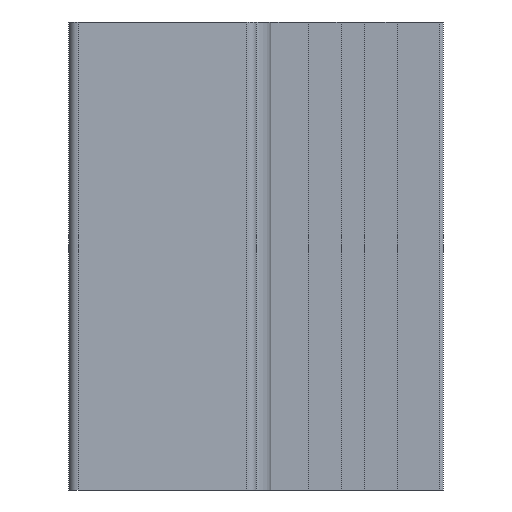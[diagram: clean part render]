
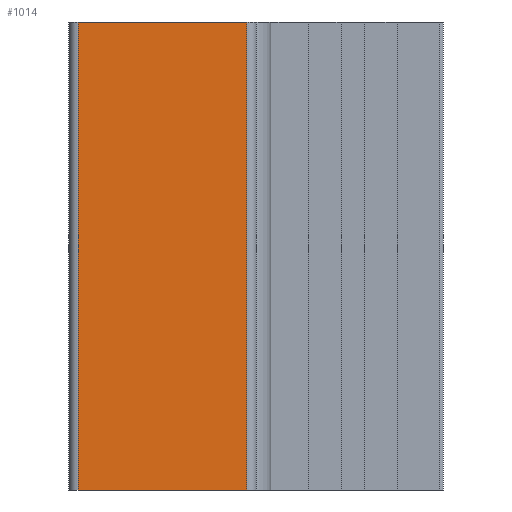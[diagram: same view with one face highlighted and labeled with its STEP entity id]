
A CAD part, front view. The second image highlights one B-rep face of the part: STEP entity #1014.
In plain terms, the highlighted planar face has unit normal (0.022, -1, 0).
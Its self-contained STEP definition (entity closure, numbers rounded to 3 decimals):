
#9 = VERTEX_POINT ( 'NONE', #585 ) ;
#29 = LINE ( 'NONE', #53, #475 ) ;
#30 = DIRECTION ( 'NONE',  ( 1., 0.022, 0. ) ) ;
#53 = CARTESIAN_POINT ( 'NONE',  ( -1.6, -1.635, 0. ) ) ;
#69 = EDGE_CURVE ( 'NONE', #819, #9, #1135, .T. ) ;
#180 = CARTESIAN_POINT ( 'NONE',  ( 17.435, -1.221, 50. ) ) ;
#228 = DIRECTION ( 'NONE',  ( 0., 0., -1. ) ) ;
#239 = CARTESIAN_POINT ( 'NONE',  ( 17.435, -1.221, 0. ) ) ;
#406 = LINE ( 'NONE', #1057, #705 ) ;
#410 = AXIS2_PLACEMENT_3D ( 'NONE', #775, #893, #485 ) ;
#475 = VECTOR ( 'NONE', #30, 1000. ) ;
#485 = DIRECTION ( 'NONE',  ( -1., -0.022, 0. ) ) ;
#515 = DIRECTION ( 'NONE',  ( 1., 0.022, 0. ) ) ;
#517 = CARTESIAN_POINT ( 'NONE',  ( -1.6, -1.635, 50. ) ) ;
#543 = ORIENTED_EDGE ( 'NONE', *, *, #69, .T. ) ;
#563 = VECTOR ( 'NONE', #228, 1000. ) ;
#585 = CARTESIAN_POINT ( 'NONE',  ( -0.578, -1.613, 0. ) ) ;
#598 = VERTEX_POINT ( 'NONE', #180 ) ;
#648 = EDGE_CURVE ( 'NONE', #9, #733, #29, .T. ) ;
#697 = EDGE_CURVE ( 'NONE', #733, #598, #406, .T. ) ;
#705 = VECTOR ( 'NONE', #900, 1000. ) ;
#733 = VERTEX_POINT ( 'NONE', #239 ) ;
#775 = CARTESIAN_POINT ( 'NONE',  ( -1.6, -1.635, 50. ) ) ;
#813 = EDGE_LOOP ( 'NONE', ( #892, #994, #862, #543 ) ) ;
#819 = VERTEX_POINT ( 'NONE', #1113 ) ;
#862 = ORIENTED_EDGE ( 'NONE', *, *, #1335, .F. ) ;
#892 = ORIENTED_EDGE ( 'NONE', *, *, #648, .T. ) ;
#893 = DIRECTION ( 'NONE',  ( -0.022, 1., 0. ) ) ;
#900 = DIRECTION ( 'NONE',  ( 0., 0., 1. ) ) ;
#911 = PLANE ( 'NONE',  #410 ) ;
#940 = FACE_OUTER_BOUND ( 'NONE', #813, .T. ) ;
#994 = ORIENTED_EDGE ( 'NONE', *, *, #697, .T. ) ;
#1014 = ADVANCED_FACE ( 'NONE', ( #940 ), #911, .F. ) ;
#1057 = CARTESIAN_POINT ( 'NONE',  ( 17.435, -1.221, 50. ) ) ;
#1113 = CARTESIAN_POINT ( 'NONE',  ( -0.578, -1.613, 50. ) ) ;
#1135 = LINE ( 'NONE', #1301, #563 ) ;
#1185 = VECTOR ( 'NONE', #515, 1000. ) ;
#1214 = LINE ( 'NONE', #517, #1185 ) ;
#1301 = CARTESIAN_POINT ( 'NONE',  ( -0.578, -1.613, 50. ) ) ;
#1335 = EDGE_CURVE ( 'NONE', #819, #598, #1214, .T. ) ;
